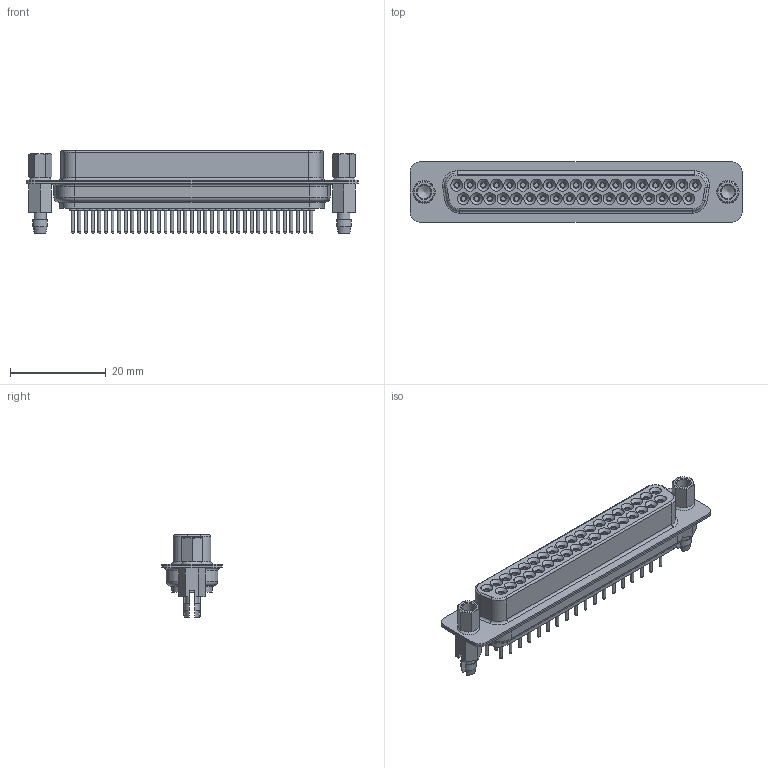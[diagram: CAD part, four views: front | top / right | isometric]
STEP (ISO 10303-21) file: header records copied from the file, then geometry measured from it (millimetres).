
FILE_DESCRIPTION(('FreeCAD Model'),'2;1');
FILE_NAME('Open CASCADE Shape Model','2023-07-23T17:24:54',(''),(''), 'Open CASCADE STEP processor 7.6','FreeCAD','Unknown');
FILE_SCHEMA(('AUTOMOTIVE_DESIGN { 1 0 10303 214 1 1 1 1 }'));
Length unit declared in the file: millimetre
Products named in the file (12): DB_37_Female1; Array002; Body010; Body; Body001; Body002; Body003; Body004; Body005; Array006; Body013; Cut
Assembly tree (46 placements, depth 3):
  DB_37_Female1
    Array002
      Body010  x18
    Body
    Body001
    Body002
    Body003
    Body004
    Body005
    Array006
      Body013  x19
    Cut
Bounding box: 69.4 x 12.55 x 17.3 mm (x, y, z)
Volume: 6309.2 mm3; surface area: 11597.1 mm2
Topology: 44 solids, 44 shells, 787 faces, 1524 edges, 945 vertices
Faces by surface type: cylinder 314, plane 288, cone 114, sphere 37, torus 34
Full cylindrical faces by diameter (mm): 0.6 x74, 1 x37, 1.3 x74, 1.4 x37, 2.845 x6, 4 x6
Entity records: 28409 total; most frequent: CARTESIAN_POINT 4952, DIRECTION 4732, ORIENTED_EDGE 2126, PCURVE 2126, DEFINITIONAL_REPRESENTATION 2126, LINE 2042, VECTOR 2042, AXIS2_PLACEMENT_3D 1141
